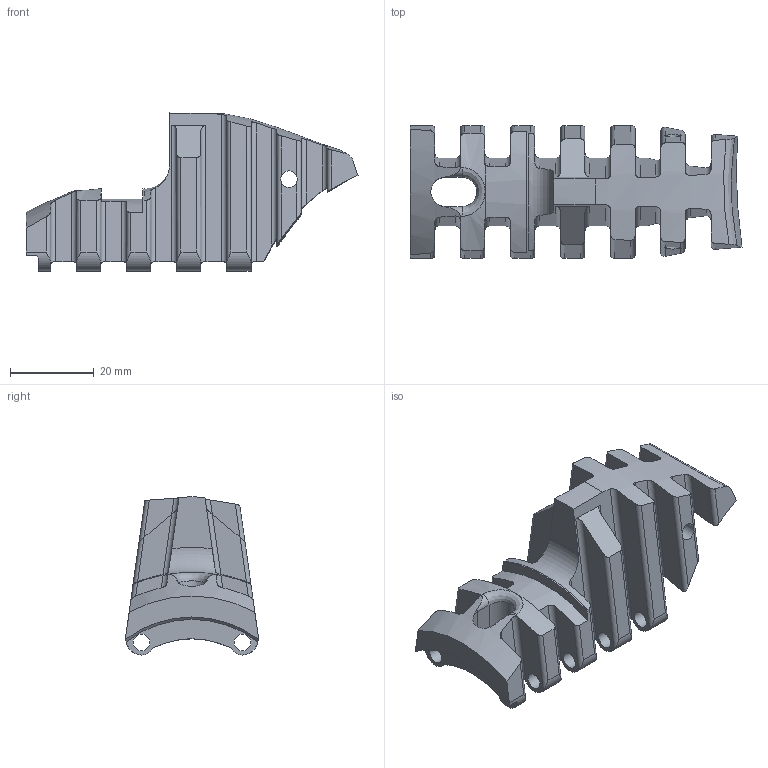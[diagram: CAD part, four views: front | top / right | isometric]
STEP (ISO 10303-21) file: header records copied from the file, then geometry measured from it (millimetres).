
FILE_DESCRIPTION(/* description */ ('STEP AP214'),/* implementation_level */ '2;1');
FILE_NAME(/* name */ '683c513a4258294a187f3e1b',/* time_stamp */ '2025-06-01T13:10:19Z',/* author */ (''),/* organization */ (''),/* preprocessor_version */ 'ST-DEVELOPER v20',/* originating_system */ 'ONSHAPE BY PTC INC, 1.198',/* authorisation */ ' ');
FILE_SCHEMA (('AUTOMOTIVE_DESIGN {1 0 10303 214 3 1 1}'));
Length unit declared in the file: metre
Products named in the file (1): Part 17
Bounding box: 79.52 x 31.78 x 37.85 mm (x, y, z)
Volume: 29767.7 mm3; surface area: 12311.8 mm2
Topology: 1 solids, 1 shells, 163 faces, 493 edges, 328 vertices
Faces by surface type: cylinder 92, plane 59, bspline 9, cone 2, torus 1
Full cylindrical faces by diameter (mm): 4 x11
Entity records: 5935 total; most frequent: CARTESIAN_POINT 1784, ORIENTED_EDGE 944, DIRECTION 742, EDGE_CURVE 472, VERTEX_POINT 318, AXIS2_PLACEMENT_3D 281, EDGE_LOOP 194, FACE_BOUND 194
